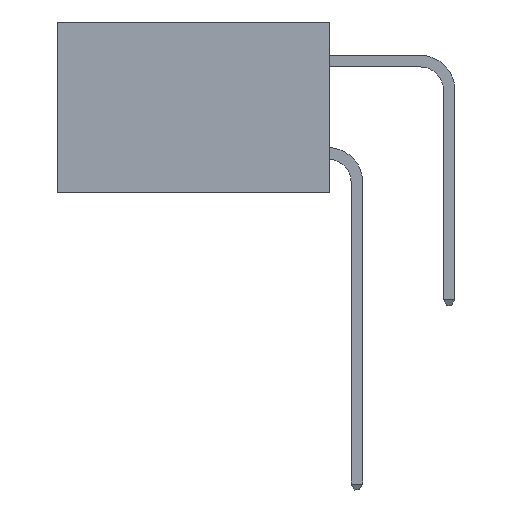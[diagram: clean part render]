
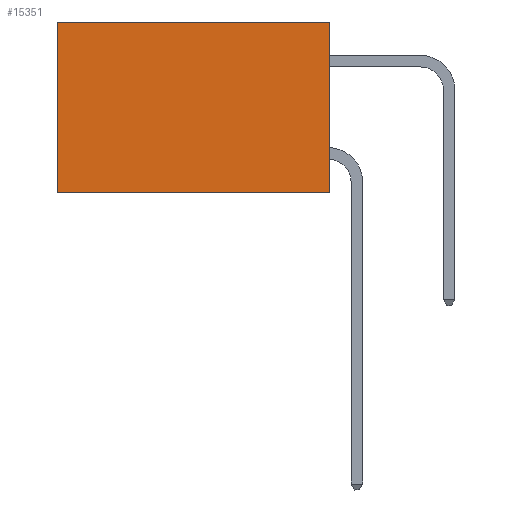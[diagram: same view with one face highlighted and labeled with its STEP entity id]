
A CAD part, left-side view. The second image highlights one B-rep face of the part: STEP entity #15351.
In plain terms, the highlighted planar face has unit normal (-1, 0, 0).
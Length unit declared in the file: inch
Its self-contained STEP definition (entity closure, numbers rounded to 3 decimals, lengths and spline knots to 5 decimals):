
#662 = FACE_OUTER_BOUND ( 'NONE', #19356, .T. ) ;
#1548 = ORIENTED_EDGE ( 'NONE', *, *, #10521, .T. ) ;
#1944 = EDGE_CURVE ( 'NONE', #8791, #2303, #5387, .T. ) ;
#2303 = VERTEX_POINT ( 'NONE', #12267 ) ;
#3821 = VECTOR ( 'NONE', #20533, 39.37008 ) ;
#4011 = AXIS2_PLACEMENT_3D ( 'NONE', #12656, #7510, #25795 ) ;
#5058 = ORIENTED_EDGE ( 'NONE', *, *, #1944, .F. ) ;
#5387 = LINE ( 'NONE', #14564, #27028 ) ;
#6048 = VERTEX_POINT ( 'NONE', #9444 ) ;
#6371 = CARTESIAN_POINT ( 'NONE',  ( 0.277, 0., 0. ) ) ;
#6426 = VECTOR ( 'NONE', #8979, 39.37008 ) ;
#7510 = DIRECTION ( 'NONE',  ( 1., 0., 0. ) ) ;
#8791 = VERTEX_POINT ( 'NONE', #26555 ) ;
#8979 = DIRECTION ( 'NONE',  ( 0., 1., 0. ) ) ;
#9444 = CARTESIAN_POINT ( 'NONE',  ( 0.277, 0., 0. ) ) ;
#10521 = EDGE_CURVE ( 'NONE', #33178, #2303, #16716, .T. ) ;
#11762 = DIRECTION ( 'NONE',  ( 0., 1., 0. ) ) ;
#12267 = CARTESIAN_POINT ( 'NONE',  ( 0.277, 0.59, -0.37 ) ) ;
#12656 = CARTESIAN_POINT ( 'NONE',  ( 0.277, 0., -0.37 ) ) ;
#13375 = LINE ( 'NONE', #6371, #6426 ) ;
#14564 = CARTESIAN_POINT ( 'NONE',  ( 0.277, 0., -0.37 ) ) ;
#14839 = CARTESIAN_POINT ( 'NONE',  ( 0.277, 0.59, 0. ) ) ;
#15351 = ADVANCED_FACE ( 'NONE', ( #662 ), #23135, .F. ) ;
#16716 = LINE ( 'NONE', #33212, #28852 ) ;
#19113 = ORIENTED_EDGE ( 'NONE', *, *, #21955, .F. ) ;
#19356 = EDGE_LOOP ( 'NONE', ( #1548, #5058, #19113, #19651 ) ) ;
#19651 = ORIENTED_EDGE ( 'NONE', *, *, #25411, .T. ) ;
#20533 = DIRECTION ( 'NONE',  ( 0., 0., -1. ) ) ;
#20553 = DIRECTION ( 'NONE',  ( 0., 0., -1. ) ) ;
#21955 = EDGE_CURVE ( 'NONE', #6048, #8791, #23909, .T. ) ;
#23135 = PLANE ( 'NONE',  #4011 ) ;
#23909 = LINE ( 'NONE', #33195, #3821 ) ;
#25411 = EDGE_CURVE ( 'NONE', #6048, #33178, #13375, .T. ) ;
#25795 = DIRECTION ( 'NONE',  ( 0., 0., -1. ) ) ;
#26555 = CARTESIAN_POINT ( 'NONE',  ( 0.277, 0., -0.37 ) ) ;
#27028 = VECTOR ( 'NONE', #11762, 39.37008 ) ;
#28852 = VECTOR ( 'NONE', #20553, 39.37008 ) ;
#33178 = VERTEX_POINT ( 'NONE', #14839 ) ;
#33195 = CARTESIAN_POINT ( 'NONE',  ( 0.277, 0., -0.37 ) ) ;
#33212 = CARTESIAN_POINT ( 'NONE',  ( 0.277, 0.59, -0.37 ) ) ;
